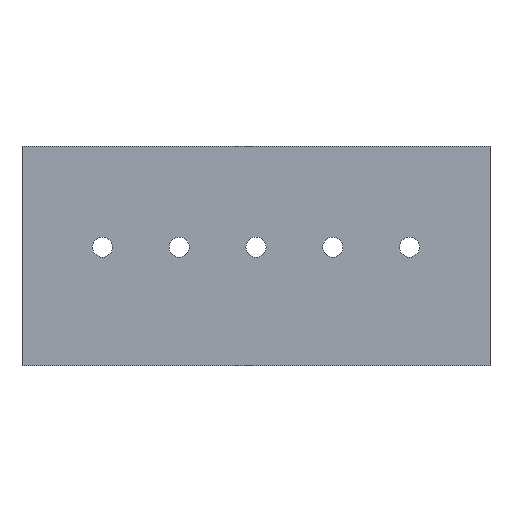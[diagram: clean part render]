
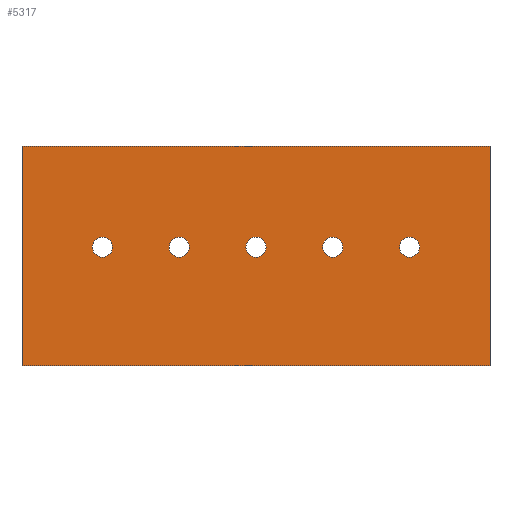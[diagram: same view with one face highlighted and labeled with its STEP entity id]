
A CAD part, front view. The second image highlights one B-rep face of the part: STEP entity #5317.
In plain terms, the highlighted planar face has unit normal (0, -1, 0).
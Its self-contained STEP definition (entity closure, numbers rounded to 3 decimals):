
#79 = VERTEX_POINT ( 'NONE', #5615 ) ;
#170 = CARTESIAN_POINT ( 'NONE',  ( 21.835, 0., -10. ) ) ;
#188 = VECTOR ( 'NONE', #1251, 1000. ) ;
#198 = CARTESIAN_POINT ( 'NONE',  ( 21.835, 0., -11. ) ) ;
#232 = CARTESIAN_POINT ( 'NONE',  ( 21.835, 0., -10. ) ) ;
#289 = CARTESIAN_POINT ( 'NONE',  ( 29.455, 0., -10. ) ) ;
#342 = VERTEX_POINT ( 'NONE', #6404 ) ;
#412 = FACE_BOUND ( 'NONE', #6481, .T. ) ;
#547 = VERTEX_POINT ( 'NONE', #4202 ) ;
#555 = CARTESIAN_POINT ( 'NONE',  ( 43.67, 0., 0. ) ) ;
#592 = FACE_BOUND ( 'NONE', #6814, .T. ) ;
#624 = CARTESIAN_POINT ( 'NONE',  ( 43.67, 0., -21.75 ) ) ;
#646 = ORIENTED_EDGE ( 'NONE', *, *, #7329, .F. ) ;
#768 = FACE_BOUND ( 'NONE', #4742, .T. ) ;
#787 = AXIS2_PLACEMENT_3D ( 'NONE', #289, #4592, #883 ) ;
#842 = DIRECTION ( 'NONE',  ( 0., 0., 1. ) ) ;
#846 = VERTEX_POINT ( 'NONE', #2317 ) ;
#883 = DIRECTION ( 'NONE',  ( 0., 0., 1. ) ) ;
#1054 = AXIS2_PLACEMENT_3D ( 'NONE', #3102, #5016, #3744 ) ;
#1077 = CARTESIAN_POINT ( 'NONE',  ( 6.595, 0., -9. ) ) ;
#1241 = LINE ( 'NONE', #5788, #7631 ) ;
#1251 = DIRECTION ( 'NONE',  ( -1., 0., 0. ) ) ;
#1278 = VERTEX_POINT ( 'NONE', #5241 ) ;
#1295 = ORIENTED_EDGE ( 'NONE', *, *, #2496, .F. ) ;
#1434 = EDGE_CURVE ( 'NONE', #4037, #1278, #2002, .T. ) ;
#1507 = AXIS2_PLACEMENT_3D ( 'NONE', #7076, #3382, #7727 ) ;
#1530 = EDGE_CURVE ( 'NONE', #3893, #547, #1241, .T. ) ;
#1609 = DIRECTION ( 'NONE',  ( 0., -1., 0. ) ) ;
#1689 = VERTEX_POINT ( 'NONE', #3370 ) ;
#1723 = EDGE_CURVE ( 'NONE', #5918, #5469, #6445, .T. ) ;
#1800 = PLANE ( 'NONE',  #5255 ) ;
#1975 = CARTESIAN_POINT ( 'NONE',  ( 6.595, 0., -10. ) ) ;
#2002 = CIRCLE ( 'NONE', #1054, 1. ) ;
#2034 = FACE_BOUND ( 'NONE', #3341, .T. ) ;
#2086 = AXIS2_PLACEMENT_3D ( 'NONE', #2847, #7174, #3482 ) ;
#2157 = VERTEX_POINT ( 'NONE', #198 ) ;
#2160 = EDGE_CURVE ( 'NONE', #3893, #846, #4800, .T. ) ;
#2231 = ORIENTED_EDGE ( 'NONE', *, *, #5924, .F. ) ;
#2237 = CARTESIAN_POINT ( 'NONE',  ( 37.075, 0., -9. ) ) ;
#2246 = CARTESIAN_POINT ( 'NONE',  ( -1.395, 0., -21.75 ) ) ;
#2284 = ORIENTED_EDGE ( 'NONE', *, *, #3564, .F. ) ;
#2301 = ORIENTED_EDGE ( 'NONE', *, *, #6615, .F. ) ;
#2317 = CARTESIAN_POINT ( 'NONE',  ( -1.395, 0., 0. ) ) ;
#2412 = AXIS2_PLACEMENT_3D ( 'NONE', #6065, #1609, #7119 ) ;
#2496 = EDGE_CURVE ( 'NONE', #1278, #4037, #3819, .T. ) ;
#2510 = DIRECTION ( 'NONE',  ( 0., -1., 0. ) ) ;
#2604 = DIRECTION ( 'NONE',  ( 0., 0., 1. ) ) ;
#2668 = CARTESIAN_POINT ( 'NONE',  ( 45.065, 0., 0. ) ) ;
#2767 = EDGE_LOOP ( 'NONE', ( #7912, #646, #2301, #6725 ) ) ;
#2820 = AXIS2_PLACEMENT_3D ( 'NONE', #170, #7888, #5908 ) ;
#2847 = CARTESIAN_POINT ( 'NONE',  ( 14.215, 0., -10. ) ) ;
#2893 = EDGE_CURVE ( 'NONE', #2157, #1689, #6062, .T. ) ;
#3095 = CARTESIAN_POINT ( 'NONE',  ( 14.215, 0., -9. ) ) ;
#3102 = CARTESIAN_POINT ( 'NONE',  ( 37.075, 0., -10. ) ) ;
#3208 = ORIENTED_EDGE ( 'NONE', *, *, #1723, .F. ) ;
#3341 = EDGE_LOOP ( 'NONE', ( #2284, #7205 ) ) ;
#3370 = CARTESIAN_POINT ( 'NONE',  ( 21.835, 0., -9. ) ) ;
#3382 = DIRECTION ( 'NONE',  ( 0., -1., 0. ) ) ;
#3420 = CARTESIAN_POINT ( 'NONE',  ( 14.215, 0., -10. ) ) ;
#3458 = CARTESIAN_POINT ( 'NONE',  ( 29.455, 0., -11. ) ) ;
#3482 = DIRECTION ( 'NONE',  ( 0., 0., 1. ) ) ;
#3564 = EDGE_CURVE ( 'NONE', #1689, #2157, #6999, .T. ) ;
#3665 = DIRECTION ( 'NONE',  ( 0., 0., 1. ) ) ;
#3708 = VERTEX_POINT ( 'NONE', #3458 ) ;
#3744 = DIRECTION ( 'NONE',  ( 0., 0., 1. ) ) ;
#3766 = CIRCLE ( 'NONE', #5795, 1. ) ;
#3819 = CIRCLE ( 'NONE', #2412, 1. ) ;
#3893 = VERTEX_POINT ( 'NONE', #2668 ) ;
#3936 = CARTESIAN_POINT ( 'NONE',  ( 43.67, 0., 0. ) ) ;
#3969 = CIRCLE ( 'NONE', #7876, 1. ) ;
#4037 = VERTEX_POINT ( 'NONE', #2237 ) ;
#4202 = CARTESIAN_POINT ( 'NONE',  ( 45.065, 0., -21.75 ) ) ;
#4397 = CARTESIAN_POINT ( 'NONE',  ( 14.215, 0., -11. ) ) ;
#4426 = EDGE_CURVE ( 'NONE', #3708, #79, #5545, .T. ) ;
#4439 = ORIENTED_EDGE ( 'NONE', *, *, #6090, .F. ) ;
#4441 = CARTESIAN_POINT ( 'NONE',  ( 6.595, 0., -11. ) ) ;
#4449 = DIRECTION ( 'NONE',  ( 0., -1., 0. ) ) ;
#4535 = DIRECTION ( 'NONE',  ( 0., 0., -1. ) ) ;
#4536 = DIRECTION ( 'NONE',  ( 0., -1., 0. ) ) ;
#4592 = DIRECTION ( 'NONE',  ( 0., -1., 0. ) ) ;
#4652 = EDGE_CURVE ( 'NONE', #79, #3708, #3969, .T. ) ;
#4700 = DIRECTION ( 'NONE',  ( 0., 0., 1. ) ) ;
#4742 = EDGE_LOOP ( 'NONE', ( #6557, #1295 ) ) ;
#4800 = LINE ( 'NONE', #3936, #6646 ) ;
#4830 = VERTEX_POINT ( 'NONE', #4441 ) ;
#4986 = VECTOR ( 'NONE', #4700, 1000. ) ;
#4995 = EDGE_CURVE ( 'NONE', #5469, #5918, #6394, .T. ) ;
#5016 = DIRECTION ( 'NONE',  ( 0., -1., 0. ) ) ;
#5179 = LINE ( 'NONE', #2246, #4986 ) ;
#5241 = CARTESIAN_POINT ( 'NONE',  ( 37.075, 0., -11. ) ) ;
#5255 = AXIS2_PLACEMENT_3D ( 'NONE', #555, #7375, #3665 ) ;
#5317 = ADVANCED_FACE ( 'NONE', ( #592, #768, #2034, #5341, #412, #6785 ), #1800, .F. ) ;
#5341 = FACE_BOUND ( 'NONE', #5745, .T. ) ;
#5382 = ORIENTED_EDGE ( 'NONE', *, *, #4426, .F. ) ;
#5460 = AXIS2_PLACEMENT_3D ( 'NONE', #3420, #4449, #7034 ) ;
#5469 = VERTEX_POINT ( 'NONE', #4397 ) ;
#5545 = CIRCLE ( 'NONE', #787, 1. ) ;
#5615 = CARTESIAN_POINT ( 'NONE',  ( 29.455, 0., -9. ) ) ;
#5701 = CIRCLE ( 'NONE', #1507, 1. ) ;
#5745 = EDGE_LOOP ( 'NONE', ( #3208, #7402 ) ) ;
#5788 = CARTESIAN_POINT ( 'NONE',  ( 45.065, 0., 0. ) ) ;
#5795 = AXIS2_PLACEMENT_3D ( 'NONE', #1975, #6282, #2604 ) ;
#5908 = DIRECTION ( 'NONE',  ( 0., 0., 1. ) ) ;
#5918 = VERTEX_POINT ( 'NONE', #3095 ) ;
#5924 = EDGE_CURVE ( 'NONE', #4830, #7399, #3766, .T. ) ;
#6062 = CIRCLE ( 'NONE', #2820, 1. ) ;
#6065 = CARTESIAN_POINT ( 'NONE',  ( 37.075, 0., -10. ) ) ;
#6090 = EDGE_CURVE ( 'NONE', #7399, #4830, #5701, .T. ) ;
#6191 = CARTESIAN_POINT ( 'NONE',  ( 29.455, 0., -10. ) ) ;
#6282 = DIRECTION ( 'NONE',  ( 0., -1., 0. ) ) ;
#6319 = ORIENTED_EDGE ( 'NONE', *, *, #4652, .F. ) ;
#6394 = CIRCLE ( 'NONE', #2086, 1. ) ;
#6404 = CARTESIAN_POINT ( 'NONE',  ( -1.395, 0., -21.75 ) ) ;
#6445 = CIRCLE ( 'NONE', #5460, 1. ) ;
#6481 = EDGE_LOOP ( 'NONE', ( #4439, #2231 ) ) ;
#6557 = ORIENTED_EDGE ( 'NONE', *, *, #1434, .F. ) ;
#6573 = LINE ( 'NONE', #624, #188 ) ;
#6615 = EDGE_CURVE ( 'NONE', #547, #342, #6573, .T. ) ;
#6646 = VECTOR ( 'NONE', #7700, 1000. ) ;
#6668 = AXIS2_PLACEMENT_3D ( 'NONE', #232, #4536, #842 ) ;
#6725 = ORIENTED_EDGE ( 'NONE', *, *, #1530, .F. ) ;
#6785 = FACE_OUTER_BOUND ( 'NONE', #2767, .T. ) ;
#6814 = EDGE_LOOP ( 'NONE', ( #6319, #5382 ) ) ;
#6825 = DIRECTION ( 'NONE',  ( 0., 0., 1. ) ) ;
#6999 = CIRCLE ( 'NONE', #6668, 1. ) ;
#7034 = DIRECTION ( 'NONE',  ( 0., 0., 1. ) ) ;
#7076 = CARTESIAN_POINT ( 'NONE',  ( 6.595, 0., -10. ) ) ;
#7119 = DIRECTION ( 'NONE',  ( 0., 0., 1. ) ) ;
#7174 = DIRECTION ( 'NONE',  ( 0., -1., 0. ) ) ;
#7205 = ORIENTED_EDGE ( 'NONE', *, *, #2893, .F. ) ;
#7329 = EDGE_CURVE ( 'NONE', #342, #846, #5179, .T. ) ;
#7375 = DIRECTION ( 'NONE',  ( 0., 1., 0. ) ) ;
#7399 = VERTEX_POINT ( 'NONE', #1077 ) ;
#7402 = ORIENTED_EDGE ( 'NONE', *, *, #4995, .F. ) ;
#7631 = VECTOR ( 'NONE', #4535, 1000. ) ;
#7700 = DIRECTION ( 'NONE',  ( -1., 0., 0. ) ) ;
#7727 = DIRECTION ( 'NONE',  ( 0., 0., 1. ) ) ;
#7876 = AXIS2_PLACEMENT_3D ( 'NONE', #6191, #2510, #6825 ) ;
#7888 = DIRECTION ( 'NONE',  ( 0., -1., 0. ) ) ;
#7912 = ORIENTED_EDGE ( 'NONE', *, *, #2160, .T. ) ;
